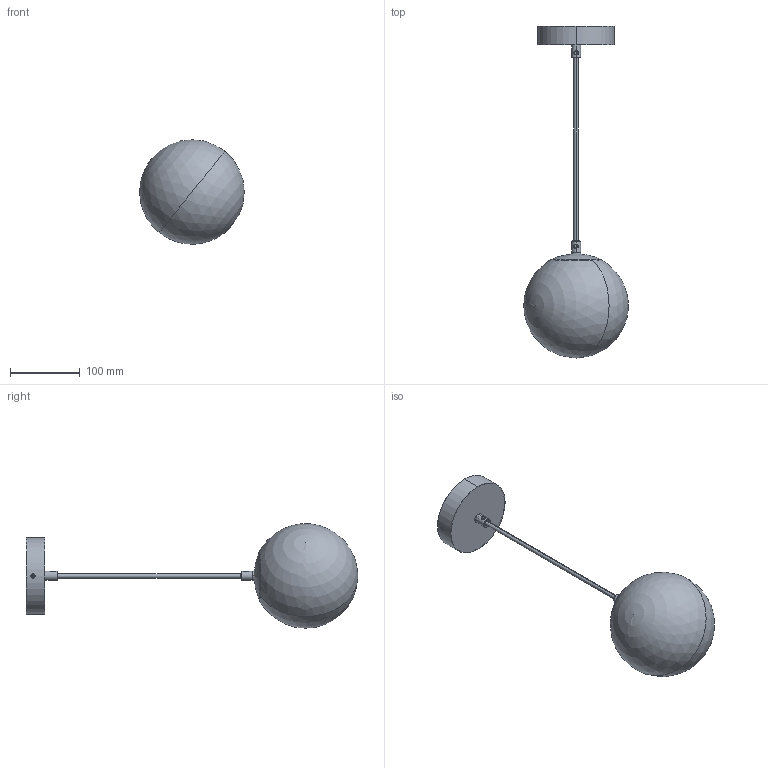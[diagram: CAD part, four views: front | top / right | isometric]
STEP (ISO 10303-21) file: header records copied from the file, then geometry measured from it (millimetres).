
FILE_DESCRIPTION (( 'STEP AP203' ), '1' );
FILE_NAME ('GQ 150._exported.step', '2025-02-09T09:01:52', ( '' ), ( '' ), 'SwSTEP 2.0', 'SolidWorks 2023', '' );
FILE_SCHEMA (( 'CONFIG_CONTROL_DESIGN' ));
Length unit declared in the file: millimetre
Products named in the file (1): GQ 150._exported
Bounding box: 149.67 x 475.89 x 149.55 mm (x, y, z)
Surface area: 123608.6 mm2 (no closed solid volume)
Topology: 0 solids, 17 shells, 167 faces, 1126 edges, 967 vertices
Faces by surface type: cylinder 96, plane 39, sphere 12, torus 8, bspline 8, cone 4
Entity records: 21207 total; most frequent: CARTESIAN_POINT 14497, ORIENTED_EDGE 1428, EDGE_CURVE 1121, VERTEX_POINT 964, DIRECTION 932, B_SPLINE_CURVE_WITH_KNOTS 354, LINE 336, VECTOR 336
